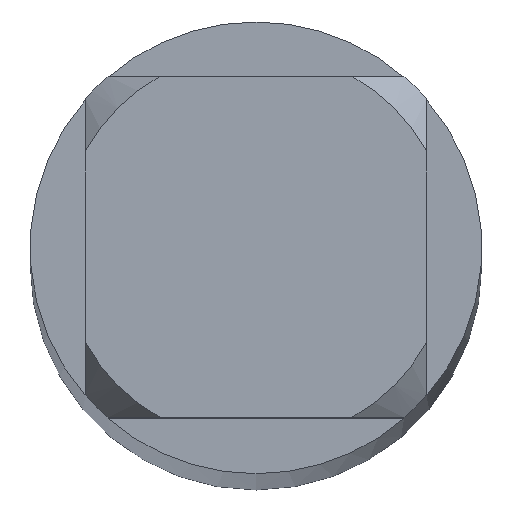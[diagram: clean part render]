
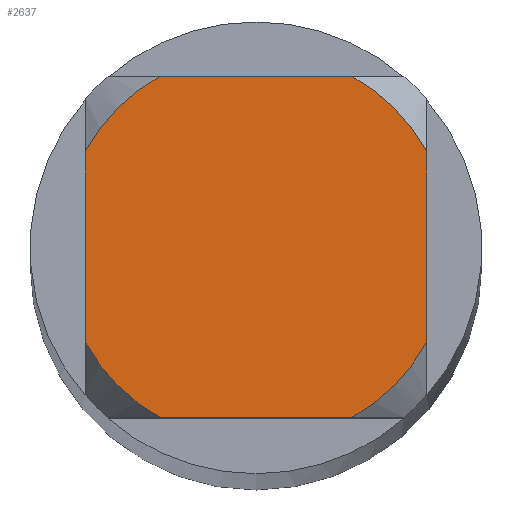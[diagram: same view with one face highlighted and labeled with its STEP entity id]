
A CAD part, top view. The second image highlights one B-rep face of the part: STEP entity #2637.
In plain terms, the highlighted planar face has unit normal (0, 0, 1).
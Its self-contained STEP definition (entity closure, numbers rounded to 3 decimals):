
#1307=EDGE_CURVE('',#2499,#2417,#3689,.T.);
#1407=EDGE_CURVE('',#1903,#3157,#3799,.T.);
#1465=EDGE_CURVE('',#1633,#1555,#3863,.T.);
#1555=VERTEX_POINT('',#3964);
#1633=VERTEX_POINT('',#4053);
#1721=VERTEX_POINT('',#4147);
#1723=VERTEX_POINT('',#4149);
#1769=EDGE_CURVE('',#1633,#2417,#4199,.T.);
#1903=VERTEX_POINT('',#4345);
#2417=VERTEX_POINT('',#4901);
#2475=EDGE_CURVE('',#1903,#1555,#4966,.T.);
#2497=EDGE_CURVE('',#1721,#1723,#4990,.T.);
#2499=VERTEX_POINT('',#4992);
#2637=ADVANCED_FACE('',(#5145),#5146,.T.);
#2641=EDGE_CURVE('',#2499,#1723,#5150,.T.);
#3157=VERTEX_POINT('',#5712);
#3323=EDGE_CURVE('',#1721,#3157,#5889,.T.);
#3689=CIRCLE('',#6442,1.95);
#3799=CIRCLE('',#6658,1.95);
#3863=CIRCLE('',#6754,1.95);
#3964=CARTESIAN_POINT('',(-1.7,-0.955,0.0));
#4053=CARTESIAN_POINT('',(-0.955,-1.7,0.0));
#4147=CARTESIAN_POINT('',(0.955,1.7,0.0));
#4149=CARTESIAN_POINT('',(1.7,0.955,0.0));
#4199=LINE('',#7593,#7594);
#4345=CARTESIAN_POINT('',(-1.7,0.955,0.0));
#4901=CARTESIAN_POINT('',(0.955,-1.7,0.0));
#4966=LINE('',#9679,#9680);
#4990=CIRCLE('',#9728,1.95);
#4992=CARTESIAN_POINT('',(1.7,-0.955,0.0));
#5145=FACE_OUTER_BOUND('',#10247,.T.);
#5146=PLANE('',#10248);
#5150=LINE('',#10254,#10255);
#5712=CARTESIAN_POINT('',(-0.955,1.7,0.0));
#5889=LINE('',#12469,#12470);
#6442=AXIS2_PLACEMENT_3D('',#13235,#13236,#13237);
#6658=AXIS2_PLACEMENT_3D('',#13348,#13349,#13350);
#6754=AXIS2_PLACEMENT_3D('',#13430,#13431,#13432);
#7593=CARTESIAN_POINT('',(0.0,-1.7,0.0));
#7594=VECTOR('',#13877,1.0);
#9679=CARTESIAN_POINT('',(-1.7,0.488,0.0));
#9680=VECTOR('',#14664,1.0);
#9728=AXIS2_PLACEMENT_3D('',#14691,#14692,#14693);
#10247=EDGE_LOOP('',(#14932,#14933,#14934,#14935,#14936,#14937,#14938,#14939));
#10248=AXIS2_PLACEMENT_3D('',#14940,#14941,#14942);
#10254=CARTESIAN_POINT('',(1.7,0.488,0.0));
#10255=VECTOR('',#14946,1.0);
#12469=CARTESIAN_POINT('',(0.0,1.7,0.0));
#12470=VECTOR('',#15673,1.0);
#13235=CARTESIAN_POINT('',(0.0,0.0,0.0));
#13236=DIRECTION('',(0.0,0.0,-1.0));
#13237=DIRECTION('',(0.0,1.0,0.0));
#13348=CARTESIAN_POINT('',(0.0,0.0,0.0));
#13349=DIRECTION('',(0.0,0.0,-1.0));
#13350=DIRECTION('',(0.0,1.0,0.0));
#13430=CARTESIAN_POINT('',(0.0,0.0,0.0));
#13431=DIRECTION('',(0.0,0.0,-1.0));
#13432=DIRECTION('',(0.0,1.0,0.0));
#13877=DIRECTION('',(1.0,0.0,0.0));
#14664=DIRECTION('',(-0.0,-1.0,0.0));
#14691=CARTESIAN_POINT('',(0.0,0.0,0.0));
#14692=DIRECTION('',(0.0,0.0,-1.0));
#14693=DIRECTION('',(0.0,1.0,0.0));
#14932=ORIENTED_EDGE('',*,*,#2475,.T.);
#14933=ORIENTED_EDGE('',*,*,#1465,.F.);
#14934=ORIENTED_EDGE('',*,*,#1769,.T.);
#14935=ORIENTED_EDGE('',*,*,#1307,.F.);
#14936=ORIENTED_EDGE('',*,*,#2641,.T.);
#14937=ORIENTED_EDGE('',*,*,#2497,.F.);
#14938=ORIENTED_EDGE('',*,*,#3323,.T.);
#14939=ORIENTED_EDGE('',*,*,#1407,.F.);
#14940=CARTESIAN_POINT('',(0.0,0.975,0.0));
#14941=DIRECTION('',(-0.0,0.0,1.0));
#14942=DIRECTION('',(0.0,-1.0,0.0));
#14946=DIRECTION('',(-0.0,1.0,0.0));
#15673=DIRECTION('',(-1.0,0.0,0.0));
